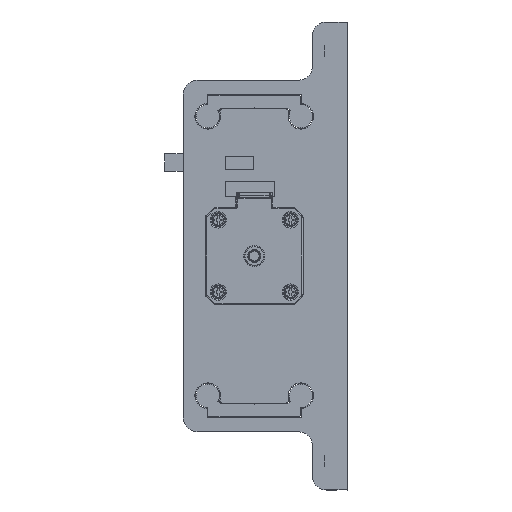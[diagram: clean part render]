
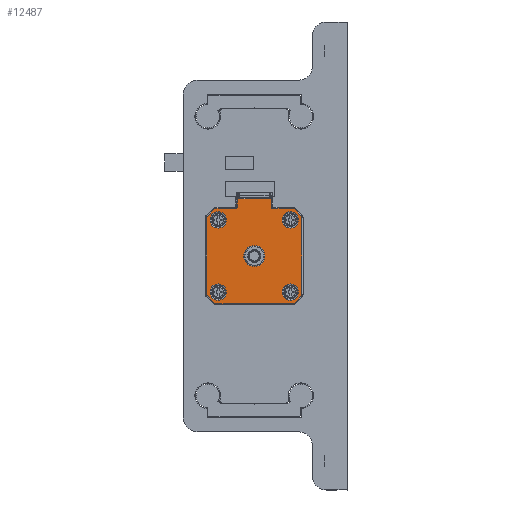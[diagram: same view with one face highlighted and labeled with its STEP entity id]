
A CAD part, left-side view. The second image highlights one B-rep face of the part: STEP entity #12487.
In plain terms, the highlighted face is planar.
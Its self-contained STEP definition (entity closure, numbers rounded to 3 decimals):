
#1769=FACE_BOUND('',#3232,.T.);
#1770=FACE_BOUND('',#3233,.T.);
#1771=FACE_BOUND('',#3234,.T.);
#1772=FACE_BOUND('',#3235,.T.);
#1773=FACE_BOUND('',#3236,.T.);
#2061=CIRCLE('',#13556,3.5);
#2065=CIRCLE('',#13560,3.5);
#2066=CIRCLE('',#13562,1.);
#2067=CIRCLE('',#13563,1.);
#2068=CIRCLE('',#13564,1.);
#2069=CIRCLE('',#13565,1.);
#2070=CIRCLE('',#13566,1.);
#2071=CIRCLE('',#13567,1.);
#2072=CIRCLE('',#13568,1.);
#2073=CIRCLE('',#13569,1.);
#2074=CIRCLE('',#13570,3.5);
#2075=CIRCLE('',#13571,3.5);
#2076=CIRCLE('',#13572,3.5);
#2077=CIRCLE('',#13573,3.5);
#2078=CIRCLE('',#13574,4.5);
#2079=CIRCLE('',#13575,3.5);
#2080=CIRCLE('',#13576,3.5);
#2518=FACE_OUTER_BOUND('',#3231,.T.);
#3231=EDGE_LOOP('',(#9755,#9756,#9757,#9758,#9759,#9760,#9761,#9762,#9763,
#9764,#9765,#9766,#9767,#9768,#9769,#9770,#9771,#9772,#9773,#9774));
#3232=EDGE_LOOP('',(#9775,#9776));
#3233=EDGE_LOOP('',(#9777,#9778));
#3234=EDGE_LOOP('',(#9779));
#3235=EDGE_LOOP('',(#9780,#9781));
#3236=EDGE_LOOP('',(#9782,#9783));
#4088=LINE('',#19727,#5150);
#4089=LINE('',#19729,#5151);
#4090=LINE('',#19731,#5152);
#4091=LINE('',#19733,#5153);
#4092=LINE('',#19737,#5154);
#4093=LINE('',#19741,#5155);
#4094=LINE('',#19745,#5156);
#4095=LINE('',#19749,#5157);
#4096=LINE('',#19753,#5158);
#4097=LINE('',#19757,#5159);
#4098=LINE('',#19761,#5160);
#4099=LINE('',#19764,#5161);
#5150=VECTOR('',#15711,10.);
#5151=VECTOR('',#15712,10.);
#5152=VECTOR('',#15713,10.);
#5153=VECTOR('',#15714,10.);
#5154=VECTOR('',#15717,10.);
#5155=VECTOR('',#15720,10.);
#5156=VECTOR('',#15723,10.);
#5157=VECTOR('',#15726,10.);
#5158=VECTOR('',#15729,10.);
#5159=VECTOR('',#15732,10.);
#5160=VECTOR('',#15735,10.);
#5161=VECTOR('',#15738,10.);
#6230=VERTEX_POINT('',#19715);
#6231=VERTEX_POINT('',#19716);
#6234=VERTEX_POINT('',#19725);
#6235=VERTEX_POINT('',#19726);
#6236=VERTEX_POINT('',#19728);
#6237=VERTEX_POINT('',#19730);
#6238=VERTEX_POINT('',#19732);
#6239=VERTEX_POINT('',#19734);
#6240=VERTEX_POINT('',#19736);
#6241=VERTEX_POINT('',#19738);
#6242=VERTEX_POINT('',#19740);
#6243=VERTEX_POINT('',#19742);
#6244=VERTEX_POINT('',#19744);
#6245=VERTEX_POINT('',#19746);
#6246=VERTEX_POINT('',#19748);
#6247=VERTEX_POINT('',#19750);
#6248=VERTEX_POINT('',#19752);
#6249=VERTEX_POINT('',#19754);
#6250=VERTEX_POINT('',#19756);
#6251=VERTEX_POINT('',#19758);
#6252=VERTEX_POINT('',#19760);
#6253=VERTEX_POINT('',#19762);
#6254=VERTEX_POINT('',#19765);
#6255=VERTEX_POINT('',#19766);
#6256=VERTEX_POINT('',#19769);
#6257=VERTEX_POINT('',#19770);
#6258=VERTEX_POINT('',#19773);
#6259=VERTEX_POINT('',#19775);
#6260=VERTEX_POINT('',#19776);
#7512=EDGE_CURVE('',#6230,#6231,#2061,.T.);
#7516=EDGE_CURVE('',#6231,#6230,#2065,.T.);
#7517=EDGE_CURVE('',#6234,#6235,#4088,.T.);
#7518=EDGE_CURVE('',#6236,#6234,#4089,.T.);
#7519=EDGE_CURVE('',#6237,#6236,#4090,.T.);
#7520=EDGE_CURVE('',#6238,#6237,#4091,.T.);
#7521=EDGE_CURVE('',#6239,#6238,#2066,.T.);
#7522=EDGE_CURVE('',#6240,#6239,#4092,.T.);
#7523=EDGE_CURVE('',#6241,#6240,#2067,.T.);
#7524=EDGE_CURVE('',#6242,#6241,#4093,.T.);
#7525=EDGE_CURVE('',#6243,#6242,#2068,.T.);
#7526=EDGE_CURVE('',#6244,#6243,#4094,.T.);
#7527=EDGE_CURVE('',#6245,#6244,#2069,.T.);
#7528=EDGE_CURVE('',#6246,#6245,#4095,.T.);
#7529=EDGE_CURVE('',#6247,#6246,#2070,.T.);
#7530=EDGE_CURVE('',#6248,#6247,#4096,.T.);
#7531=EDGE_CURVE('',#6249,#6248,#2071,.T.);
#7532=EDGE_CURVE('',#6250,#6249,#4097,.T.);
#7533=EDGE_CURVE('',#6251,#6250,#2072,.T.);
#7534=EDGE_CURVE('',#6252,#6251,#4098,.T.);
#7535=EDGE_CURVE('',#6253,#6252,#2073,.T.);
#7536=EDGE_CURVE('',#6235,#6253,#4099,.T.);
#7537=EDGE_CURVE('',#6254,#6255,#2074,.T.);
#7538=EDGE_CURVE('',#6255,#6254,#2075,.T.);
#7539=EDGE_CURVE('',#6256,#6257,#2076,.T.);
#7540=EDGE_CURVE('',#6257,#6256,#2077,.T.);
#7541=EDGE_CURVE('',#6258,#6258,#2078,.T.);
#7542=EDGE_CURVE('',#6259,#6260,#2079,.T.);
#7543=EDGE_CURVE('',#6260,#6259,#2080,.T.);
#9755=ORIENTED_EDGE('',*,*,#7517,.F.);
#9756=ORIENTED_EDGE('',*,*,#7518,.F.);
#9757=ORIENTED_EDGE('',*,*,#7519,.F.);
#9758=ORIENTED_EDGE('',*,*,#7520,.F.);
#9759=ORIENTED_EDGE('',*,*,#7521,.F.);
#9760=ORIENTED_EDGE('',*,*,#7522,.F.);
#9761=ORIENTED_EDGE('',*,*,#7523,.F.);
#9762=ORIENTED_EDGE('',*,*,#7524,.F.);
#9763=ORIENTED_EDGE('',*,*,#7525,.F.);
#9764=ORIENTED_EDGE('',*,*,#7526,.F.);
#9765=ORIENTED_EDGE('',*,*,#7527,.F.);
#9766=ORIENTED_EDGE('',*,*,#7528,.F.);
#9767=ORIENTED_EDGE('',*,*,#7529,.F.);
#9768=ORIENTED_EDGE('',*,*,#7530,.F.);
#9769=ORIENTED_EDGE('',*,*,#7531,.F.);
#9770=ORIENTED_EDGE('',*,*,#7532,.F.);
#9771=ORIENTED_EDGE('',*,*,#7533,.F.);
#9772=ORIENTED_EDGE('',*,*,#7534,.F.);
#9773=ORIENTED_EDGE('',*,*,#7535,.F.);
#9774=ORIENTED_EDGE('',*,*,#7536,.F.);
#9775=ORIENTED_EDGE('',*,*,#7537,.F.);
#9776=ORIENTED_EDGE('',*,*,#7538,.F.);
#9777=ORIENTED_EDGE('',*,*,#7539,.F.);
#9778=ORIENTED_EDGE('',*,*,#7540,.F.);
#9779=ORIENTED_EDGE('',*,*,#7541,.T.);
#9780=ORIENTED_EDGE('',*,*,#7542,.F.);
#9781=ORIENTED_EDGE('',*,*,#7543,.F.);
#9782=ORIENTED_EDGE('',*,*,#7512,.F.);
#9783=ORIENTED_EDGE('',*,*,#7516,.F.);
#12032=PLANE('',#13561);
#12487=ADVANCED_FACE('',(#2518,#1769,#1770,#1771,#1772,#1773),#12032,.F.);
#13556=AXIS2_PLACEMENT_3D('',#19717,#15699,#15700);
#13560=AXIS2_PLACEMENT_3D('',#19723,#15707,#15708);
#13561=AXIS2_PLACEMENT_3D('',#19724,#15709,#15710);
#13562=AXIS2_PLACEMENT_3D('',#19735,#15715,#15716);
#13563=AXIS2_PLACEMENT_3D('',#19739,#15718,#15719);
#13564=AXIS2_PLACEMENT_3D('',#19743,#15721,#15722);
#13565=AXIS2_PLACEMENT_3D('',#19747,#15724,#15725);
#13566=AXIS2_PLACEMENT_3D('',#19751,#15727,#15728);
#13567=AXIS2_PLACEMENT_3D('',#19755,#15730,#15731);
#13568=AXIS2_PLACEMENT_3D('',#19759,#15733,#15734);
#13569=AXIS2_PLACEMENT_3D('',#19763,#15736,#15737);
#13570=AXIS2_PLACEMENT_3D('',#19767,#15739,#15740);
#13571=AXIS2_PLACEMENT_3D('',#19768,#15741,#15742);
#13572=AXIS2_PLACEMENT_3D('',#19771,#15743,#15744);
#13573=AXIS2_PLACEMENT_3D('',#19772,#15745,#15746);
#13574=AXIS2_PLACEMENT_3D('',#19774,#15747,#15748);
#13575=AXIS2_PLACEMENT_3D('',#19777,#15749,#15750);
#13576=AXIS2_PLACEMENT_3D('',#19778,#15751,#15752);
#15699=DIRECTION('center_axis',(0.,-1.,0.));
#15700=DIRECTION('ref_axis',(1.,0.,0.));
#15707=DIRECTION('center_axis',(0.,-1.,0.));
#15708=DIRECTION('ref_axis',(1.,0.,0.));
#15709=DIRECTION('center_axis',(0.,1.,0.));
#15710=DIRECTION('ref_axis',(1.,0.,0.));
#15711=DIRECTION('',(0.,0.,-1.));
#15712=DIRECTION('',(1.,0.,0.));
#15713=DIRECTION('',(0.,0.,1.));
#15714=DIRECTION('',(1.,0.,0.));
#15715=DIRECTION('center_axis',(0.,1.,0.));
#15716=DIRECTION('ref_axis',(-0.383,0.,0.924));
#15717=DIRECTION('',(0.707,0.,0.707));
#15718=DIRECTION('center_axis',(0.,1.,0.));
#15719=DIRECTION('ref_axis',(-0.924,0.,0.383));
#15720=DIRECTION('',(0.,0.,1.));
#15721=DIRECTION('center_axis',(0.,1.,0.));
#15722=DIRECTION('ref_axis',(-0.924,0.,-0.383));
#15723=DIRECTION('',(-0.707,0.,0.707));
#15724=DIRECTION('center_axis',(0.,1.,0.));
#15725=DIRECTION('ref_axis',(-0.383,0.,-0.924));
#15726=DIRECTION('',(-1.,0.,0.));
#15727=DIRECTION('center_axis',(0.,1.,0.));
#15728=DIRECTION('ref_axis',(0.383,0.,-0.924));
#15729=DIRECTION('',(-0.707,0.,-0.707));
#15730=DIRECTION('center_axis',(0.,1.,0.));
#15731=DIRECTION('ref_axis',(0.924,0.,-0.383));
#15732=DIRECTION('',(0.,0.,-1.));
#15733=DIRECTION('center_axis',(0.,1.,0.));
#15734=DIRECTION('ref_axis',(0.924,0.,0.383));
#15735=DIRECTION('',(0.707,0.,-0.707));
#15736=DIRECTION('center_axis',(0.,1.,0.));
#15737=DIRECTION('ref_axis',(0.383,0.,0.924));
#15738=DIRECTION('',(1.,0.,0.));
#15739=DIRECTION('center_axis',(0.,-1.,0.));
#15740=DIRECTION('ref_axis',(1.,0.,0.));
#15741=DIRECTION('center_axis',(0.,-1.,0.));
#15742=DIRECTION('ref_axis',(1.,0.,0.));
#15743=DIRECTION('center_axis',(0.,-1.,0.));
#15744=DIRECTION('ref_axis',(1.,0.,0.));
#15745=DIRECTION('center_axis',(0.,-1.,0.));
#15746=DIRECTION('ref_axis',(1.,0.,0.));
#15747=DIRECTION('center_axis',(0.,1.,0.));
#15748=DIRECTION('ref_axis',(1.,0.,0.));
#15749=DIRECTION('center_axis',(0.,-1.,0.));
#15750=DIRECTION('ref_axis',(1.,0.,0.));
#15751=DIRECTION('center_axis',(0.,-1.,0.));
#15752=DIRECTION('ref_axis',(1.,0.,0.));
#19715=CARTESIAN_POINT('',(-18.986,0.,15.486));
#19716=CARTESIAN_POINT('',(-15.486,0.,11.986));
#19717=CARTESIAN_POINT('Origin',(-15.486,0.,15.486));
#19723=CARTESIAN_POINT('Origin',(-15.486,0.,15.486));
#19724=CARTESIAN_POINT('Origin',(0.,0.,2.));
#19725=CARTESIAN_POINT('',(7.5,0.,24.5));
#19726=CARTESIAN_POINT('',(7.5,0.,20.5));
#19727=CARTESIAN_POINT('',(7.5,0.,13.5));
#19728=CARTESIAN_POINT('',(-7.5,0.,24.5));
#19729=CARTESIAN_POINT('',(-4.,0.,24.5));
#19730=CARTESIAN_POINT('',(-7.5,0.,20.5));
#19731=CARTESIAN_POINT('',(-7.5,0.,11.5));
#19732=CARTESIAN_POINT('',(-16.454,0.,20.5));
#19733=CARTESIAN_POINT('',(2.9,0.,20.5));
#19734=CARTESIAN_POINT('',(-17.161,0.,20.207));
#19735=CARTESIAN_POINT('Origin',(-16.454,0.,19.5));
#19736=CARTESIAN_POINT('',(-20.207,0.,17.161));
#19737=CARTESIAN_POINT('',(-19.165,0.,18.203));
#19738=CARTESIAN_POINT('',(-20.5,0.,16.454));
#19739=CARTESIAN_POINT('Origin',(-19.5,0.,16.454));
#19740=CARTESIAN_POINT('',(-20.5,0.,-16.454));
#19741=CARTESIAN_POINT('',(-20.5,0.,-7.538));
#19742=CARTESIAN_POINT('',(-20.207,0.,-17.161));
#19743=CARTESIAN_POINT('Origin',(-19.5,0.,-16.454));
#19744=CARTESIAN_POINT('',(-17.161,0.,-20.207));
#19745=CARTESIAN_POINT('',(-18.203,0.,-19.165));
#19746=CARTESIAN_POINT('',(-16.454,0.,-20.5));
#19747=CARTESIAN_POINT('Origin',(-16.454,0.,-19.5));
#19748=CARTESIAN_POINT('',(16.454,0.,-20.5));
#19749=CARTESIAN_POINT('',(8.538,0.,-20.5));
#19750=CARTESIAN_POINT('',(17.161,0.,-20.207));
#19751=CARTESIAN_POINT('Origin',(16.454,0.,-19.5));
#19752=CARTESIAN_POINT('',(20.207,0.,-17.161));
#19753=CARTESIAN_POINT('',(20.165,0.,-17.203));
#19754=CARTESIAN_POINT('',(20.5,0.,-16.454));
#19755=CARTESIAN_POINT('Origin',(19.5,0.,-16.454));
#19756=CARTESIAN_POINT('',(20.5,0.,16.454));
#19757=CARTESIAN_POINT('',(20.5,0.,9.538));
#19758=CARTESIAN_POINT('',(20.207,0.,17.161));
#19759=CARTESIAN_POINT('Origin',(19.5,0.,16.454));
#19760=CARTESIAN_POINT('',(17.161,0.,20.207));
#19761=CARTESIAN_POINT('',(17.203,0.,20.165));
#19762=CARTESIAN_POINT('',(16.454,0.,20.5));
#19763=CARTESIAN_POINT('Origin',(16.454,0.,19.5));
#19764=CARTESIAN_POINT('',(2.9,0.,20.5));
#19765=CARTESIAN_POINT('',(11.986,0.,15.486));
#19766=CARTESIAN_POINT('',(15.486,0.,11.986));
#19767=CARTESIAN_POINT('Origin',(15.486,0.,15.486));
#19768=CARTESIAN_POINT('Origin',(15.486,0.,15.486));
#19769=CARTESIAN_POINT('',(-18.986,0.,-15.486));
#19770=CARTESIAN_POINT('',(-15.486,0.,-18.986));
#19771=CARTESIAN_POINT('Origin',(-15.486,0.,-15.486));
#19772=CARTESIAN_POINT('Origin',(-15.486,0.,-15.486));
#19773=CARTESIAN_POINT('',(-4.5,0.,0.));
#19774=CARTESIAN_POINT('Origin',(0.,0.,0.));
#19775=CARTESIAN_POINT('',(11.986,0.,-15.486));
#19776=CARTESIAN_POINT('',(15.486,0.,-18.986));
#19777=CARTESIAN_POINT('Origin',(15.486,0.,-15.486));
#19778=CARTESIAN_POINT('Origin',(15.486,0.,-15.486));
